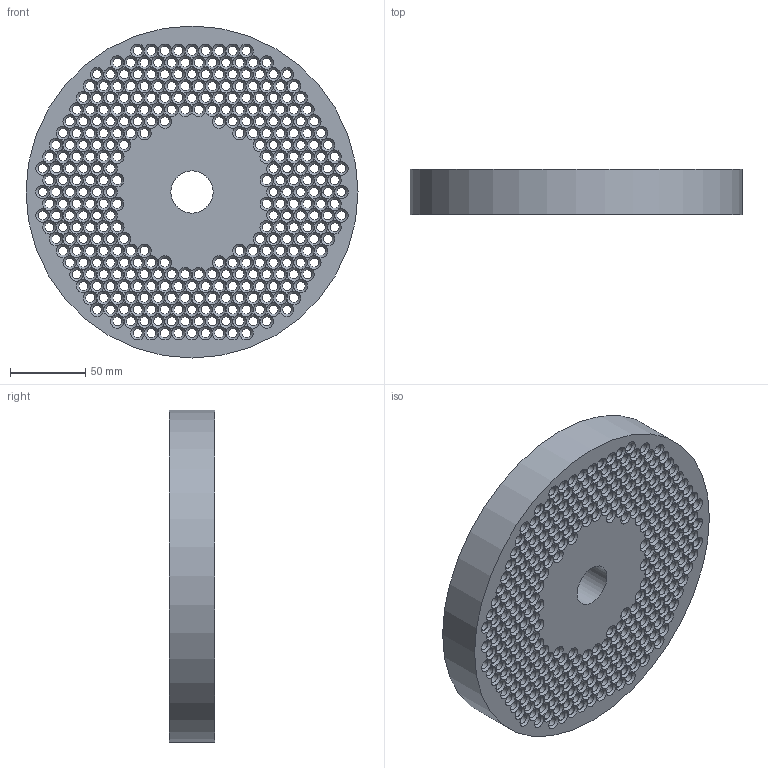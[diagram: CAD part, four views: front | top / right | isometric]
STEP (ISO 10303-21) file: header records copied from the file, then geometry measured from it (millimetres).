
FILE_DESCRIPTION(/* description */ (''),/* implementation_level */ '2;1');
FILE_NAME(/* name */ 'machine a pellet nous v6.step',/* time_stamp */ '2023-01-09T14:05:04+01:00',/* author */ (''),/* organization */ (''),/* preprocessor_version */ 'ST-DEVELOPER v19.2',/* originating_system */ 'Autodesk Translation Framework v11.17.0.187',/* authorisation */ '');
FILE_SCHEMA (('AUTOMOTIVE_DESIGN { 1 0 10303 214 3 1 1 }'));
Length unit declared in the file: millimetre
Products named in the file (1): machine a pellet nous
Bounding box: 220 x 30 x 220 mm (x, y, z)
Volume: 823408.8 mm3; surface area: 267560 mm2
Topology: 1 solids, 1 shells, 1231 faces, 3218 edges, 1649 vertices
Faces by surface type: plane 533, cylinder 350, cone 348
Full cylindrical faces by diameter (mm): 6 x336, 28 x1, 220 x1
Entity records: 38993 total; most frequent: DIRECTION 8130, ORIENTED_EDGE 6436, CARTESIAN_POINT 6278, AXIS2_PLACEMENT_3D 3719, EDGE_CURVE 3218, CIRCLE 2487, VERTEX_POINT 1649, EDGE_LOOP 1577
